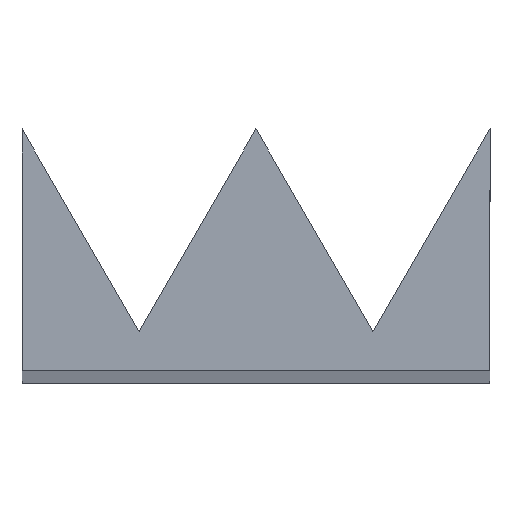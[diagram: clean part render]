
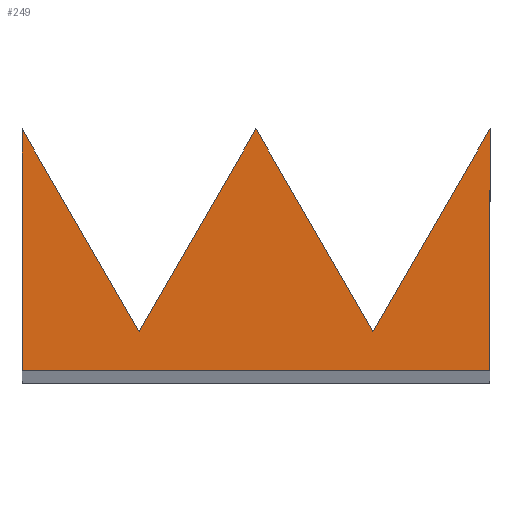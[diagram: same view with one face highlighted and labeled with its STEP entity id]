
A CAD part, top view. The second image highlights one B-rep face of the part: STEP entity #249.
In plain terms, the highlighted planar face has unit normal (0, 0, 1).
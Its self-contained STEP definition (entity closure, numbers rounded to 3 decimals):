
#1 = VECTOR ( 'NONE', #34, 1000. ) ;
#3 = CARTESIAN_POINT ( 'NONE',  ( 0., 5.165, 152. ) ) ;
#4 = ORIENTED_EDGE ( 'NONE', *, *, #115, .T. ) ;
#6 = CARTESIAN_POINT ( 'NONE',  ( 5., 5.165, 152. ) ) ;
#20 = VERTEX_POINT ( 'NONE', #264 ) ;
#23 = VERTEX_POINT ( 'NONE', #3 ) ;
#27 = VERTEX_POINT ( 'NONE', #87 ) ;
#33 = FACE_OUTER_BOUND ( 'NONE', #235, .T. ) ;
#34 = DIRECTION ( 'NONE',  ( 0., 1., 0. ) ) ;
#48 = VERTEX_POINT ( 'NONE', #6 ) ;
#50 = LINE ( 'NONE', #89, #90 ) ;
#53 = CARTESIAN_POINT ( 'NONE',  ( 10., 5.165, 152. ) ) ;
#54 = DIRECTION ( 'NONE',  ( -0.5, -0.866, 0. ) ) ;
#75 = CARTESIAN_POINT ( 'NONE',  ( 5., 5.165, 152. ) ) ;
#87 = CARTESIAN_POINT ( 'NONE',  ( 2.5, 0.835, 152. ) ) ;
#89 = CARTESIAN_POINT ( 'NONE',  ( 10., 0., 152. ) ) ;
#90 = VECTOR ( 'NONE', #95, 1000. ) ;
#95 = DIRECTION ( 'NONE',  ( 1., 0., 0. ) ) ;
#104 = LINE ( 'NONE', #251, #273 ) ;
#108 = ORIENTED_EDGE ( 'NONE', *, *, #197, .T. ) ;
#115 = EDGE_CURVE ( 'NONE', #137, #226, #50, .T. ) ;
#123 = CARTESIAN_POINT ( 'NONE',  ( 0., 0., 152. ) ) ;
#124 = CARTESIAN_POINT ( 'NONE',  ( 7.5, 0.835, 152. ) ) ;
#125 = CARTESIAN_POINT ( 'NONE',  ( 10., 5.165, 152. ) ) ;
#126 = LINE ( 'NONE', #75, #255 ) ;
#133 = ORIENTED_EDGE ( 'NONE', *, *, #213, .T. ) ;
#137 = VERTEX_POINT ( 'NONE', #138 ) ;
#138 = CARTESIAN_POINT ( 'NONE',  ( 0., 0., 152. ) ) ;
#140 = CARTESIAN_POINT ( 'NONE',  ( 2.5, 0.835, 152. ) ) ;
#147 = VECTOR ( 'NONE', #229, 1000. ) ;
#153 = ORIENTED_EDGE ( 'NONE', *, *, #200, .T. ) ;
#157 = VECTOR ( 'NONE', #54, 1000. ) ;
#160 = CARTESIAN_POINT ( 'NONE',  ( 10., 0., 152. ) ) ;
#176 = EDGE_CURVE ( 'NONE', #20, #48, #126, .T. ) ;
#177 = EDGE_CURVE ( 'NONE', #48, #27, #277, .T. ) ;
#181 = ORIENTED_EDGE ( 'NONE', *, *, #253, .T. ) ;
#183 = LINE ( 'NONE', #125, #1 ) ;
#187 = DIRECTION ( 'NONE',  ( -0.5, -0.866, 0. ) ) ;
#192 = ORIENTED_EDGE ( 'NONE', *, *, #176, .T. ) ;
#197 = EDGE_CURVE ( 'NONE', #226, #240, #183, .T. ) ;
#200 = EDGE_CURVE ( 'NONE', #23, #137, #104, .T. ) ;
#205 = DIRECTION ( 'NONE',  ( -0.5, 0.866, 0. ) ) ;
#210 = VECTOR ( 'NONE', #187, 1000. ) ;
#213 = EDGE_CURVE ( 'NONE', #27, #23, #227, .T. ) ;
#225 = PLANE ( 'NONE',  #234 ) ;
#226 = VERTEX_POINT ( 'NONE', #160 ) ;
#227 = LINE ( 'NONE', #274, #147 ) ;
#229 = DIRECTION ( 'NONE',  ( -0.5, 0.866, 0. ) ) ;
#230 = DIRECTION ( 'NONE',  ( 0., -1., 0. ) ) ;
#234 = AXIS2_PLACEMENT_3D ( 'NONE', #123, #252, #276 ) ;
#235 = EDGE_LOOP ( 'NONE', ( #4, #108, #181, #192, #268, #133, #153 ) ) ;
#240 = VERTEX_POINT ( 'NONE', #53 ) ;
#249 = ADVANCED_FACE ( 'NONE', ( #33 ), #225, .F. ) ;
#251 = CARTESIAN_POINT ( 'NONE',  ( 0., 0., 152. ) ) ;
#252 = DIRECTION ( 'NONE',  ( 0., 0., -1. ) ) ;
#253 = EDGE_CURVE ( 'NONE', #240, #20, #279, .T. ) ;
#255 = VECTOR ( 'NONE', #205, 1000. ) ;
#264 = CARTESIAN_POINT ( 'NONE',  ( 7.5, 0.835, 152. ) ) ;
#268 = ORIENTED_EDGE ( 'NONE', *, *, #177, .T. ) ;
#273 = VECTOR ( 'NONE', #230, 1000. ) ;
#274 = CARTESIAN_POINT ( 'NONE',  ( 0., 5.165, 152. ) ) ;
#276 = DIRECTION ( 'NONE',  ( -1., 0., 0. ) ) ;
#277 = LINE ( 'NONE', #140, #210 ) ;
#279 = LINE ( 'NONE', #124, #157 ) ;
